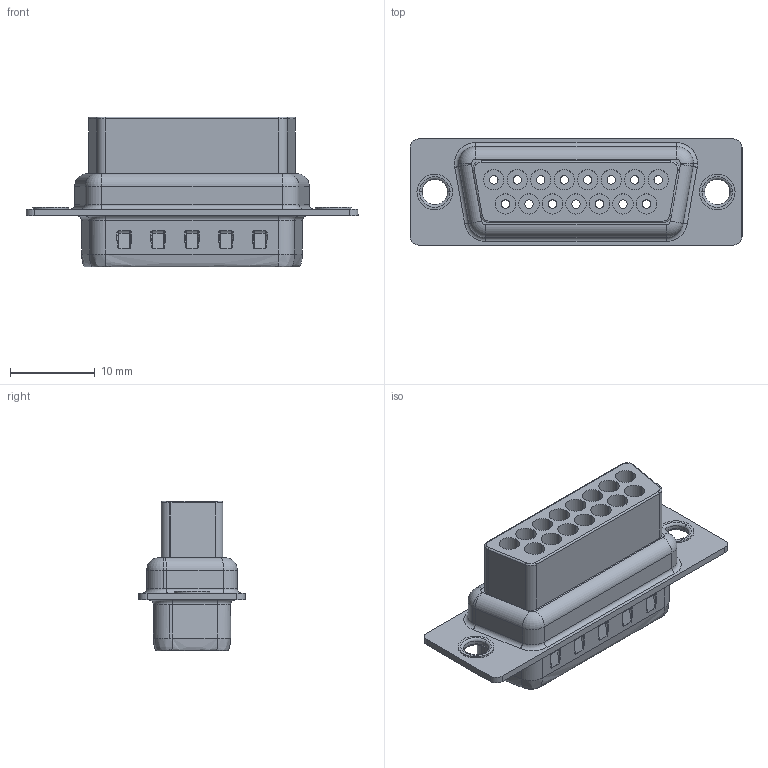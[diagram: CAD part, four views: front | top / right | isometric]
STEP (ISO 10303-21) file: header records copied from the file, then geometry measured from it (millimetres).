
FILE_DESCRIPTION (( 'STEP AP214' ), '1' );
FILE_NAME ('FDB1508-M0TS000K6KA-REF.STEP', '2025-02-08T01:42:15', ( '' ), ( '' ), 'SwSTEP 2.0', 'SolidWorks 2021', '' );
FILE_SCHEMA (( 'AUTOMOTIVE_DESIGN' ));
Length unit declared in the file: millimetre
Products named in the file (1): FDB1508-M0TS000K6KA-REF
Bounding box: 39.14 x 12.5 x 17.65 mm (x, y, z)
Volume: 2029.2 mm3; surface area: 3869.4 mm2
Topology: 1 solids, 2 shells, 526 faces, 1227 edges, 723 vertices
Faces by surface type: cylinder 271, plane 126, torus 61, bspline 48, sphere 20
Entity records: 15879 total; most frequent: CARTESIAN_POINT 4209, DIRECTION 2553, ORIENTED_EDGE 2374, EDGE_CURVE 1187, AXIS2_PLACEMENT_3D 1023, VERTEX_POINT 703, EDGE_LOOP 600, CIRCLE 544
